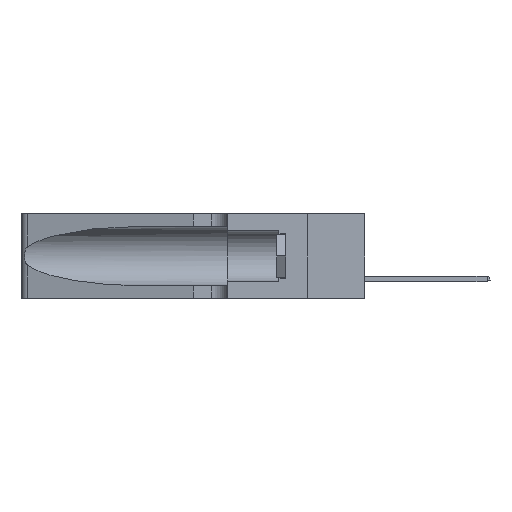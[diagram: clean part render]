
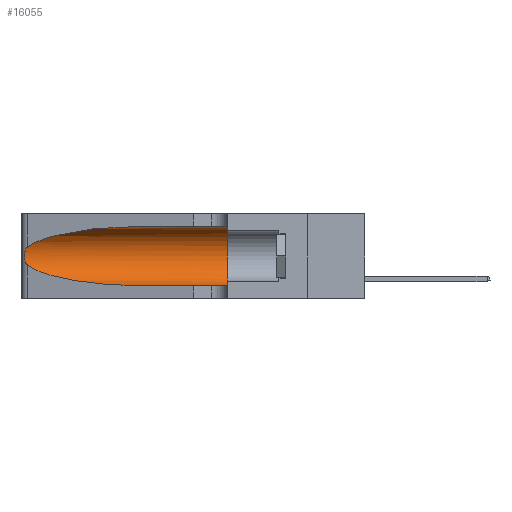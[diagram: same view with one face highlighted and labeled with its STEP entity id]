
A CAD part, left-side view. The second image highlights one B-rep face of the part: STEP entity #16055.
In plain terms, the highlighted cylindrical face has radius 3.308 mm (diameter 6.617 mm), a partial arc.
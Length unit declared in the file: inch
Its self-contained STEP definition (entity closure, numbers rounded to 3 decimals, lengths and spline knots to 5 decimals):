
#333 = CARTESIAN_POINT ( 'NONE',  ( 0.25639, 1.23186, 0.15144 ) ) ;
#1286 = CARTESIAN_POINT ( 'NONE',  ( 0.1305, 1.61858, 0.185 ) ) ;
#1770 = CARTESIAN_POINT ( 'NONE',  ( 0.1305, 0.72297, 0.31525 ) ) ;
#2858 = AXIS2_PLACEMENT_3D ( 'NONE', #27652, #21411, #3015 ) ;
#3015 = DIRECTION ( 'NONE',  ( 0., 0., 1. ) ) ;
#5203 = AXIS2_PLACEMENT_3D ( 'NONE', #1286, #26078, #29180 ) ;
#5399 = CARTESIAN_POINT ( 'NONE',  ( 0.1305, 1.61858, 0.05475 ) ) ;
#6071 = DIRECTION ( 'NONE',  ( 0., -1., 0. ) ) ;
#6343 = CARTESIAN_POINT ( 'NONE',  ( 0.1305, 1.61858, 0.31525 ) ) ;
#6511 = CARTESIAN_POINT ( 'NONE',  ( 0.25487, 1.22718, 0.14631 ) ) ;
#8036 = CARTESIAN_POINT ( 'NONE',  ( 0.18966, 0.96281, 0.05475 ) ) ;
#8222 = DIRECTION ( 'NONE',  ( 0., -1., 0. ) ) ;
#9215 = CARTESIAN_POINT ( 'NONE',  ( 0.26075, 1.23896, 0.178 ) ) ;
#9483 = CARTESIAN_POINT ( 'NONE',  ( 0.26018, 1.23835, 0.19895 ) ) ;
#10910 = CARTESIAN_POINT ( 'NONE',  ( 0.18966, 0.96281, 0.31525 ) ) ;
#11025 = CARTESIAN_POINT ( 'NONE',  ( 0.25487, 1.22718, 0.14631 ) ) ;
#11430 = FACE_OUTER_BOUND ( 'NONE', #39519, .T. ) ;
#11884 = ORIENTED_EDGE ( 'NONE', *, *, #17866, .F. ) ;
#11901 = CYLINDRICAL_SURFACE ( 'NONE', #5203, 0.13025 ) ;
#12400 = CARTESIAN_POINT ( 'NONE',  ( 0.26075, 1.23896, 0.19203 ) ) ;
#12512 = CARTESIAN_POINT ( 'NONE',  ( 0.1305, 0.35, 0.31525 ) ) ;
#12548 = VERTEX_POINT ( 'NONE', #25760 ) ;
#12670 = CARTESIAN_POINT ( 'NONE',  ( 0.25487, 1.22718, 0.22369 ) ) ;
#13670 = VERTEX_POINT ( 'NONE', #14508 ) ;
#14508 = CARTESIAN_POINT ( 'NONE',  ( 0.1305, 0.72297, 0.31525 ) ) ;
#15640 = CARTESIAN_POINT ( 'NONE',  ( 0.26017, 1.23833, 0.17102 ) ) ;
#15680 =( BOUNDED_CURVE ( )  B_SPLINE_CURVE ( 3, ( #20535, #23236, #8036, #17175 ),
 .UNSPECIFIED., .F., .F. ) 
 B_SPLINE_CURVE_WITH_KNOTS ( ( 4, 4 ),
 ( 3.44316, 4.71239 ),
 .UNSPECIFIED. ) 
 CURVE ( )  GEOMETRIC_REPRESENTATION_ITEM ( )  RATIONAL_B_SPLINE_CURVE ( ( 1., 0.87, 0.87, 1. ) ) 
 REPRESENTATION_ITEM ( '' )  );
#16055 = ADVANCED_FACE ( 'NONE', ( #11430 ), #11901, .F. ) ;
#16551 = ORIENTED_EDGE ( 'NONE', *, *, #39438, .T. ) ;
#17175 = CARTESIAN_POINT ( 'NONE',  ( 0.1305, 0.72297, 0.05475 ) ) ;
#17866 = EDGE_CURVE ( 'NONE', #13670, #38454, #35962, .T. ) ;
#18470 = CARTESIAN_POINT ( 'NONE',  ( 0.25787, 1.23484, 0.2124 ) ) ;
#18602 = CARTESIAN_POINT ( 'NONE',  ( 0.25555, 1.22994, 0.2215 ) ) ;
#19012 = CARTESIAN_POINT ( 'NONE',  ( 0.25856, 1.23593, 0.16098 ) ) ;
#19673 = ORIENTED_EDGE ( 'NONE', *, *, #21288, .T. ) ;
#19706 = ORIENTED_EDGE ( 'NONE', *, *, #36485, .T. ) ;
#20535 = CARTESIAN_POINT ( 'NONE',  ( 0.25487, 1.22718, 0.14631 ) ) ;
#21288 = EDGE_CURVE ( 'NONE', #13670, #12548, #23834, .T. ) ;
#21411 = DIRECTION ( 'NONE',  ( 0., 1., 0. ) ) ;
#21555 = VECTOR ( 'NONE', #8222, 39.37008 ) ;
#21605 = B_SPLINE_CURVE_WITH_KNOTS ( 'NONE', 3,
 ( #12670, #18602, #31341, #18470, #33902, #9483, #12400, #9215, #15640, #19012, #37310, #333, #24949, #6511 ),
 .UNSPECIFIED., .F., .F.,
 ( 4, 2, 2, 2, 2, 2, 4 ),
 ( 0., 0.00027, 0.00053, 0.00107, 0.0016, 0.00187, 0.00214 ),
 .UNSPECIFIED. ) ;
#21669 = CARTESIAN_POINT ( 'NONE',  ( 0.1305, 0.72297, 0.05475 ) ) ;
#22707 = EDGE_CURVE ( 'NONE', #26181, #27725, #35142, .T. ) ;
#23236 = CARTESIAN_POINT ( 'NONE',  ( 0.2373, 1.15595, 0.08982 ) ) ;
#23834 =( BOUNDED_CURVE ( )  B_SPLINE_CURVE ( 3, ( #1770, #10910, #38606, #38470 ),
 .UNSPECIFIED., .F., .T. ) 
 B_SPLINE_CURVE_WITH_KNOTS ( ( 4, 4 ),
 ( 1.5708, 2.84003 ),
 .UNSPECIFIED. ) 
 CURVE ( )  GEOMETRIC_REPRESENTATION_ITEM ( )  RATIONAL_B_SPLINE_CURVE ( ( 1., 0.87, 0.87, 1. ) ) 
 REPRESENTATION_ITEM ( '' )  );
#24949 = CARTESIAN_POINT ( 'NONE',  ( 0.25555, 1.22993, 0.14849 ) ) ;
#25760 = CARTESIAN_POINT ( 'NONE',  ( 0.25487, 1.22718, 0.22369 ) ) ;
#25984 = EDGE_CURVE ( 'NONE', #38454, #27725, #31162, .T. ) ;
#26078 = DIRECTION ( 'NONE',  ( 0., -1., 0. ) ) ;
#26181 = VERTEX_POINT ( 'NONE', #21669 ) ;
#27652 = CARTESIAN_POINT ( 'NONE',  ( 0.1305, 0.35, 0.185 ) ) ;
#27725 = VERTEX_POINT ( 'NONE', #32691 ) ;
#29180 = DIRECTION ( 'NONE',  ( 0., 0., -1. ) ) ;
#31162 = CIRCLE ( 'NONE', #2858, 0.13025 ) ;
#31341 = CARTESIAN_POINT ( 'NONE',  ( 0.25639, 1.23184, 0.21858 ) ) ;
#32691 = CARTESIAN_POINT ( 'NONE',  ( 0.1305, 0.35, 0.05475 ) ) ;
#33713 = ORIENTED_EDGE ( 'NONE', *, *, #22707, .T. ) ;
#33902 = CARTESIAN_POINT ( 'NONE',  ( 0.25854, 1.2359, 0.20912 ) ) ;
#35142 = LINE ( 'NONE', #5399, #21555 ) ;
#35962 = LINE ( 'NONE', #6343, #39802 ) ;
#36485 = EDGE_CURVE ( 'NONE', #12548, #37262, #21605, .T. ) ;
#36683 = ORIENTED_EDGE ( 'NONE', *, *, #25984, .F. ) ;
#37262 = VERTEX_POINT ( 'NONE', #11025 ) ;
#37310 = CARTESIAN_POINT ( 'NONE',  ( 0.25789, 1.23486, 0.15765 ) ) ;
#38454 = VERTEX_POINT ( 'NONE', #12512 ) ;
#38470 = CARTESIAN_POINT ( 'NONE',  ( 0.25487, 1.22718, 0.22369 ) ) ;
#38606 = CARTESIAN_POINT ( 'NONE',  ( 0.2373, 1.15595, 0.28018 ) ) ;
#39438 = EDGE_CURVE ( 'NONE', #37262, #26181, #15680, .T. ) ;
#39519 = EDGE_LOOP ( 'NONE', ( #19673, #19706, #16551, #33713, #36683, #11884 ) ) ;
#39802 = VECTOR ( 'NONE', #6071, 39.37008 ) ;
